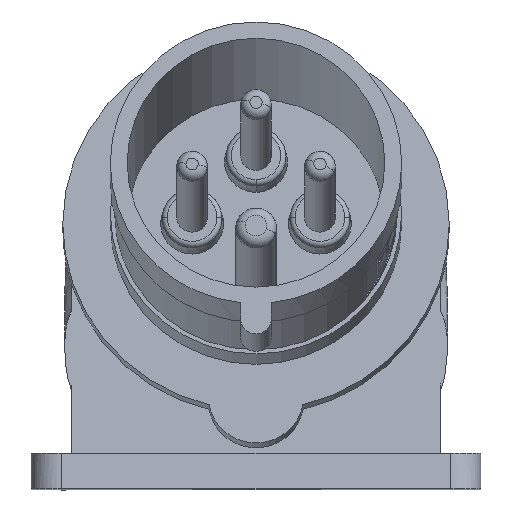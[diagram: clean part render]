
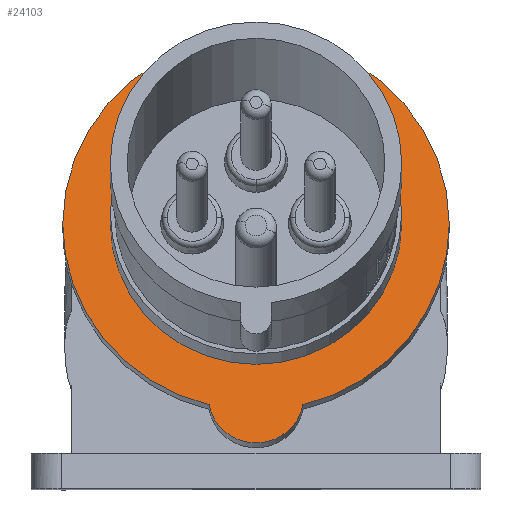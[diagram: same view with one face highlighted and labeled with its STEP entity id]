
A CAD part, top view. The second image highlights one B-rep face of the part: STEP entity #24103.
In plain terms, the highlighted planar face has unit normal (0, 0.259, 0.966).
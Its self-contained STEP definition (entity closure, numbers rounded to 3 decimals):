
#681 = DIRECTION ( 'NONE',  ( 0., 0.259, 0.966 ) ) ;
#1096 = DIRECTION ( 'NONE',  ( -1., 0., 0. ) ) ;
#1125 = CIRCLE ( 'NONE', #9280, 37.8 ) ;
#1319 = EDGE_CURVE ( 'NONE', #3184, #5950, #4957, .T. ) ;
#1498 = CIRCLE ( 'NONE', #5336, 37.8 ) ;
#1543 = AXIS2_PLACEMENT_3D ( 'NONE', #5596, #681, #10103 ) ;
#1770 = DIRECTION ( 'NONE',  ( -1., 0., 0. ) ) ;
#1924 = DIRECTION ( 'NONE',  ( 0., -0.259, -0.966 ) ) ;
#2295 = DIRECTION ( 'NONE',  ( 0., 0.259, 0.966 ) ) ;
#2477 = CARTESIAN_POINT ( 'NONE',  ( -163.23, -148.249, -61.284 ) ) ;
#3179 = VERTEX_POINT ( 'NONE', #16215 ) ;
#3184 = VERTEX_POINT ( 'NONE', #13958 ) ;
#3344 = DIRECTION ( 'NONE',  ( 0., -0.259, -0.966 ) ) ;
#3348 = EDGE_CURVE ( 'NONE', #3179, #29412, #1125, .T. ) ;
#4552 = CARTESIAN_POINT ( 'NONE',  ( -172.396, -146.731, -61.691 ) ) ;
#4957 = CIRCLE ( 'NONE', #11669, 28.5 ) ;
#5175 = CARTESIAN_POINT ( 'NONE',  ( -172.396, -112.827, -70.776 ) ) ;
#5336 = AXIS2_PLACEMENT_3D ( 'NONE', #17716, #17409, #26525 ) ;
#5461 = FACE_OUTER_BOUND ( 'NONE', #16171, .T. ) ;
#5596 = CARTESIAN_POINT ( 'NONE',  ( -172.396, -85.298, -78.152 ) ) ;
#5660 = CIRCLE ( 'NONE', #28609, 28.5 ) ;
#5758 = CIRCLE ( 'NONE', #22537, 9.3 ) ;
#5904 = ORIENTED_EDGE ( 'NONE', *, *, #3348, .F. ) ;
#5950 = VERTEX_POINT ( 'NONE', #21116 ) ;
#6547 = EDGE_CURVE ( 'NONE', #13749, #29412, #5758, .T. ) ;
#6558 = CARTESIAN_POINT ( 'NONE',  ( -172.396, -112.827, -70.776 ) ) ;
#7824 = EDGE_CURVE ( 'NONE', #27604, #3179, #1498, .T. ) ;
#8800 = EDGE_LOOP ( 'NONE', ( #25956, #20080 ) ) ;
#9093 = DIRECTION ( 'NONE',  ( -1., 0., 0. ) ) ;
#9280 = AXIS2_PLACEMENT_3D ( 'NONE', #22324, #24566, #1770 ) ;
#9955 = PLANE ( 'NONE',  #1543 ) ;
#10027 = CIRCLE ( 'NONE', #12881, 37.8 ) ;
#10093 = CARTESIAN_POINT ( 'NONE',  ( -172.396, -112.827, -70.776 ) ) ;
#10103 = DIRECTION ( 'NONE',  ( 1., 0., 0. ) ) ;
#11276 = CARTESIAN_POINT ( 'NONE',  ( -210.196, -112.827, -70.776 ) ) ;
#11406 = EDGE_CURVE ( 'NONE', #13749, #27604, #10027, .T. ) ;
#11489 = DIRECTION ( 'NONE',  ( -1., 0., 0. ) ) ;
#11669 = AXIS2_PLACEMENT_3D ( 'NONE', #5175, #25261, #11489 ) ;
#12881 = AXIS2_PLACEMENT_3D ( 'NONE', #6558, #1924, #9093 ) ;
#13749 = VERTEX_POINT ( 'NONE', #17330 ) ;
#13958 = CARTESIAN_POINT ( 'NONE',  ( -200.896, -112.827, -70.776 ) ) ;
#15402 = ORIENTED_EDGE ( 'NONE', *, *, #7824, .F. ) ;
#16171 = EDGE_LOOP ( 'NONE', ( #20001, #26423, #5904, #15402 ) ) ;
#16215 = CARTESIAN_POINT ( 'NONE',  ( -134.596, -112.827, -70.776 ) ) ;
#17002 = EDGE_CURVE ( 'NONE', #5950, #3184, #5660, .T. ) ;
#17330 = CARTESIAN_POINT ( 'NONE',  ( -181.562, -148.249, -61.284 ) ) ;
#17409 = DIRECTION ( 'NONE',  ( 0., -0.259, -0.966 ) ) ;
#17716 = CARTESIAN_POINT ( 'NONE',  ( -172.396, -112.827, -70.776 ) ) ;
#19268 = FACE_BOUND ( 'NONE', #8800, .T. ) ;
#20001 = ORIENTED_EDGE ( 'NONE', *, *, #11406, .F. ) ;
#20080 = ORIENTED_EDGE ( 'NONE', *, *, #17002, .T. ) ;
#21116 = CARTESIAN_POINT ( 'NONE',  ( -143.896, -112.827, -70.776 ) ) ;
#22324 = CARTESIAN_POINT ( 'NONE',  ( -172.396, -112.827, -70.776 ) ) ;
#22537 = AXIS2_PLACEMENT_3D ( 'NONE', #4552, #2295, #24938 ) ;
#24103 = ADVANCED_FACE ( 'NONE', ( #19268, #5461 ), #9955, .T. ) ;
#24566 = DIRECTION ( 'NONE',  ( 0., -0.259, -0.966 ) ) ;
#24938 = DIRECTION ( 'NONE',  ( 1., 0., 0. ) ) ;
#25261 = DIRECTION ( 'NONE',  ( 0., -0.259, -0.966 ) ) ;
#25956 = ORIENTED_EDGE ( 'NONE', *, *, #1319, .T. ) ;
#26423 = ORIENTED_EDGE ( 'NONE', *, *, #6547, .T. ) ;
#26525 = DIRECTION ( 'NONE',  ( -1., 0., 0. ) ) ;
#27604 = VERTEX_POINT ( 'NONE', #11276 ) ;
#28609 = AXIS2_PLACEMENT_3D ( 'NONE', #10093, #3344, #1096 ) ;
#29412 = VERTEX_POINT ( 'NONE', #2477 ) ;
